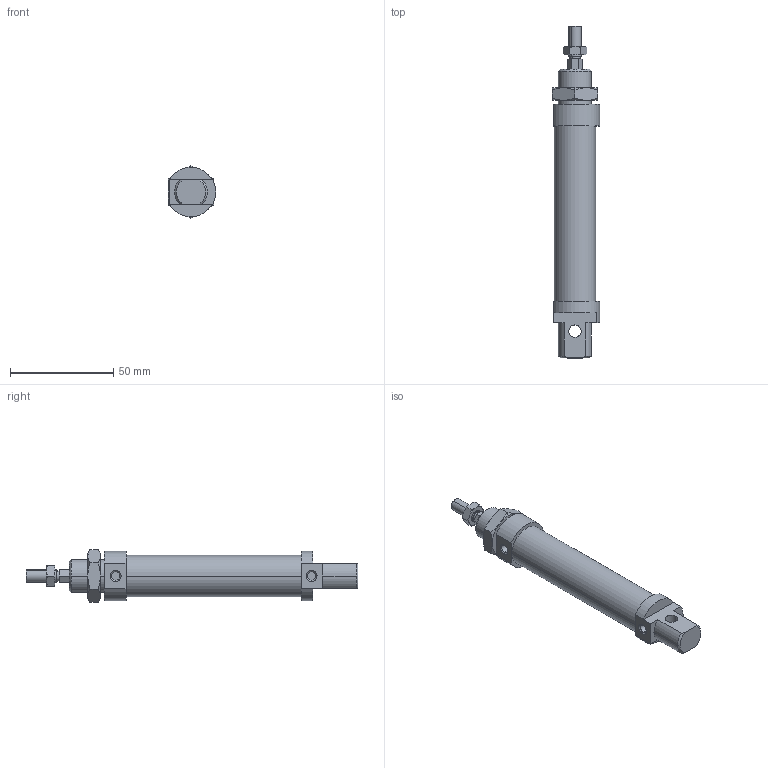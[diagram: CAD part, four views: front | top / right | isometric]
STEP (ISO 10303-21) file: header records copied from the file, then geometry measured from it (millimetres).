
FILE_DESCRIPTION((''),'2;1');
FILE_NAME('1260_16_0050_E.stp','2003-04-05T07:51:44',('maffial1'),(''),'Autodesk Inventor (R) 6.0','Autodesk Inventor (R) 6.0','');
FILE_SCHEMA(('AUTOMOTIVE_DESIGN { 1 0 10303 214 1 1 1 1 }'));
Length unit declared in the file: millimetre
Products named in the file (5): 1260_16_0050_E; S1260E_16_50; C1260E_16_50; 1200_16_05; 1200_16_06
Assembly tree (4 placements, depth 2):
  1260_16_0050_E
    S1260E_16_50
    C1260E_16_50
    1200_16_05
    1200_16_06
Bounding box: 23 x 161 x 25.4 mm (x, y, z)
Volume: 43171.5 mm3; surface area: 15099.1 mm2
Topology: 4 solids, 4 shells, 124 faces, 276 edges, 168 vertices
Faces by surface type: plane 46, cone 40, bspline 20, cylinder 18
Entity records: 3731 total; most frequent: CARTESIAN_POINT 993, DIRECTION 554, ORIENTED_EDGE 552, EDGE_CURVE 276, AXIS2_PLACEMENT_3D 217, VERTEX_POINT 168, EDGE_LOOP 138, FACE_OUTER_BOUND 124
